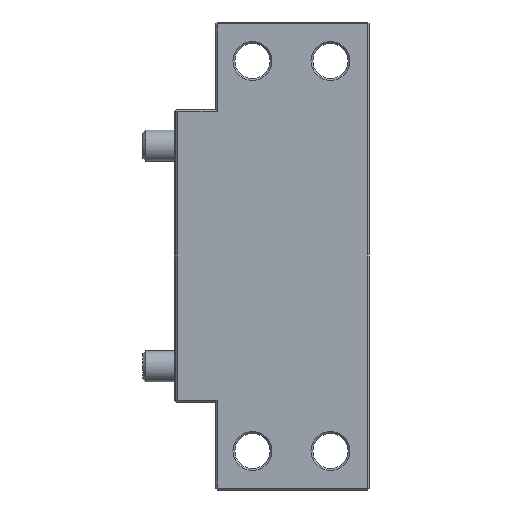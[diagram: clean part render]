
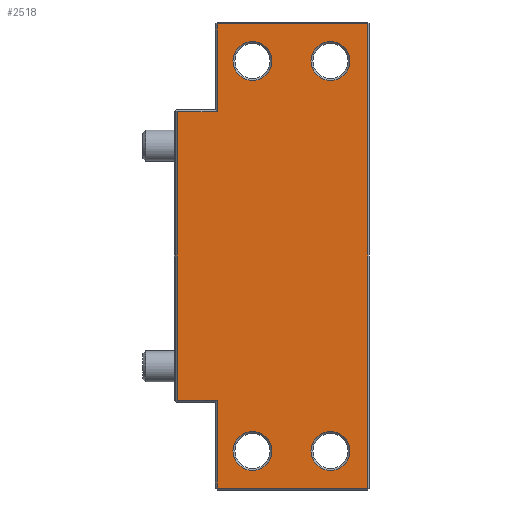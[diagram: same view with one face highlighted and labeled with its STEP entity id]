
A CAD part, front view. The second image highlights one B-rep face of the part: STEP entity #2518.
In plain terms, the highlighted planar face has unit normal (0, -1, 0).
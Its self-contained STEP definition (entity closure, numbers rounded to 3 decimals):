
#137=LINE('',#4007,#339);
#142=LINE('',#4017,#344);
#143=LINE('',#4019,#345);
#144=LINE('',#4021,#346);
#145=LINE('',#4023,#347);
#146=LINE('',#4025,#348);
#147=LINE('',#4027,#349);
#148=LINE('',#4028,#350);
#339=VECTOR('',#3210,10.);
#344=VECTOR('',#3217,10.);
#345=VECTOR('',#3218,10.);
#346=VECTOR('',#3219,10.);
#347=VECTOR('',#3220,10.);
#348=VECTOR('',#3221,10.);
#349=VECTOR('',#3222,10.);
#350=VECTOR('',#3223,10.);
#511=FACE_BOUND('',#739,.T.);
#512=FACE_BOUND('',#740,.T.);
#513=FACE_BOUND('',#741,.T.);
#514=FACE_BOUND('',#742,.T.);
#590=FACE_OUTER_BOUND('',#738,.T.);
#738=EDGE_LOOP('',(#1855,#1856,#1857,#1858,#1859,#1860,#1861,#1862));
#739=EDGE_LOOP('',(#1863));
#740=EDGE_LOOP('',(#1864));
#741=EDGE_LOOP('',(#1865));
#742=EDGE_LOOP('',(#1866));
#907=CIRCLE('',#2751,5.);
#908=CIRCLE('',#2752,5.);
#909=CIRCLE('',#2753,5.);
#910=CIRCLE('',#2754,5.);
#1076=VERTEX_POINT('',#4004);
#1077=VERTEX_POINT('',#4006);
#1081=VERTEX_POINT('',#4016);
#1082=VERTEX_POINT('',#4018);
#1083=VERTEX_POINT('',#4020);
#1084=VERTEX_POINT('',#4022);
#1085=VERTEX_POINT('',#4024);
#1086=VERTEX_POINT('',#4026);
#1087=VERTEX_POINT('',#4029);
#1088=VERTEX_POINT('',#4031);
#1089=VERTEX_POINT('',#4033);
#1090=VERTEX_POINT('',#4035);
#1348=EDGE_CURVE('',#1076,#1077,#137,.T.);
#1353=EDGE_CURVE('',#1081,#1076,#142,.T.);
#1354=EDGE_CURVE('',#1082,#1081,#143,.T.);
#1355=EDGE_CURVE('',#1083,#1082,#144,.T.);
#1356=EDGE_CURVE('',#1084,#1083,#145,.T.);
#1357=EDGE_CURVE('',#1085,#1084,#146,.T.);
#1358=EDGE_CURVE('',#1086,#1085,#147,.T.);
#1359=EDGE_CURVE('',#1077,#1086,#148,.T.);
#1360=EDGE_CURVE('',#1087,#1087,#907,.T.);
#1361=EDGE_CURVE('',#1088,#1088,#908,.T.);
#1362=EDGE_CURVE('',#1089,#1089,#909,.T.);
#1363=EDGE_CURVE('',#1090,#1090,#910,.T.);
#1855=ORIENTED_EDGE('',*,*,#1348,.F.);
#1856=ORIENTED_EDGE('',*,*,#1353,.F.);
#1857=ORIENTED_EDGE('',*,*,#1354,.F.);
#1858=ORIENTED_EDGE('',*,*,#1355,.F.);
#1859=ORIENTED_EDGE('',*,*,#1356,.F.);
#1860=ORIENTED_EDGE('',*,*,#1357,.F.);
#1861=ORIENTED_EDGE('',*,*,#1358,.F.);
#1862=ORIENTED_EDGE('',*,*,#1359,.F.);
#1863=ORIENTED_EDGE('',*,*,#1360,.F.);
#1864=ORIENTED_EDGE('',*,*,#1361,.F.);
#1865=ORIENTED_EDGE('',*,*,#1362,.F.);
#1866=ORIENTED_EDGE('',*,*,#1363,.F.);
#2270=PLANE('',#2750);
#2518=ADVANCED_FACE('',(#590,#511,#512,#513,#514),#2270,.T.);
#2750=AXIS2_PLACEMENT_3D('',#4015,#3215,#3216);
#2751=AXIS2_PLACEMENT_3D('',#4030,#3224,#3225);
#2752=AXIS2_PLACEMENT_3D('',#4032,#3226,#3227);
#2753=AXIS2_PLACEMENT_3D('',#4034,#3228,#3229);
#2754=AXIS2_PLACEMENT_3D('',#4036,#3230,#3231);
#3210=DIRECTION('',(0.,0.,1.));
#3215=DIRECTION('center_axis',(0.,-1.,0.));
#3216=DIRECTION('ref_axis',(1.,0.,0.));
#3217=DIRECTION('',(-1.,0.,0.));
#3218=DIRECTION('',(0.,0.,1.));
#3219=DIRECTION('',(-1.,0.,0.));
#3220=DIRECTION('',(0.,0.,-1.));
#3221=DIRECTION('',(1.,0.,0.));
#3222=DIRECTION('',(0.,0.,1.));
#3223=DIRECTION('',(1.,0.,0.));
#3224=DIRECTION('center_axis',(0.,-1.,0.));
#3225=DIRECTION('ref_axis',(1.,0.,0.));
#3226=DIRECTION('center_axis',(0.,-1.,0.));
#3227=DIRECTION('ref_axis',(1.,0.,0.));
#3228=DIRECTION('center_axis',(0.,-1.,0.));
#3229=DIRECTION('ref_axis',(1.,0.,0.));
#3230=DIRECTION('center_axis',(0.,-1.,0.));
#3231=DIRECTION('ref_axis',(1.,0.,0.));
#4004=CARTESIAN_POINT('',(0.75,0.,23.));
#4006=CARTESIAN_POINT('',(0.75,0.,97.));
#4007=CARTESIAN_POINT('',(0.75,0.,48.75));
#4015=CARTESIAN_POINT('Origin',(0.,0.,0.));
#4016=CARTESIAN_POINT('',(11.,0.,23.));
#4017=CARTESIAN_POINT('',(5.,0.,23.));
#4018=CARTESIAN_POINT('',(11.,0.,0.5));
#4019=CARTESIAN_POINT('',(11.,0.,0.));
#4020=CARTESIAN_POINT('',(49.5,0.,0.5));
#4021=CARTESIAN_POINT('',(6.864,0.,0.5));
#4022=CARTESIAN_POINT('',(49.5,0.,119.5));
#4023=CARTESIAN_POINT('',(49.5,0.,0.));
#4024=CARTESIAN_POINT('',(11.,0.,119.5));
#4025=CARTESIAN_POINT('',(6.864,0.,119.5));
#4026=CARTESIAN_POINT('',(11.,0.,97.));
#4027=CARTESIAN_POINT('',(11.,0.,48.75));
#4028=CARTESIAN_POINT('',(0.,0.,97.));
#4029=CARTESIAN_POINT('',(15.,0.,10.));
#4030=CARTESIAN_POINT('Origin',(20.,0.,10.));
#4031=CARTESIAN_POINT('',(35.,0.,110.));
#4032=CARTESIAN_POINT('Origin',(40.,0.,110.));
#4033=CARTESIAN_POINT('',(15.,0.,110.));
#4034=CARTESIAN_POINT('Origin',(20.,0.,110.));
#4035=CARTESIAN_POINT('',(35.,0.,10.));
#4036=CARTESIAN_POINT('Origin',(40.,0.,10.));
